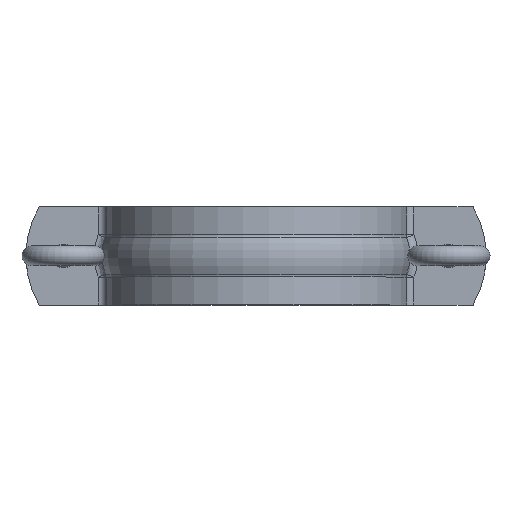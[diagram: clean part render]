
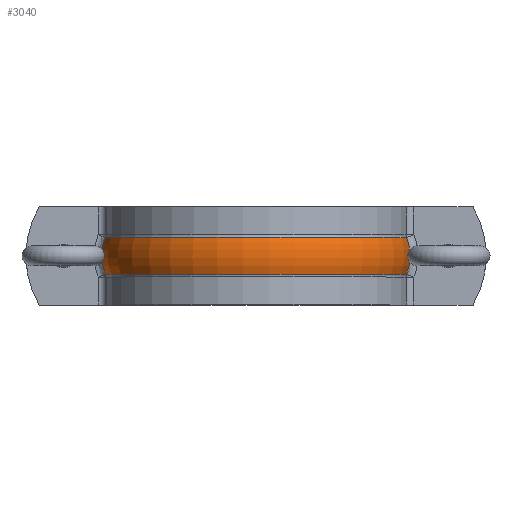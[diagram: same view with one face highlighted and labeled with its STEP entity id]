
A CAD part, top view. The second image highlights one B-rep face of the part: STEP entity #3040.
In plain terms, the highlighted toroidal (fillet/blend) face has major radius 265 mm and minor radius 130 mm.
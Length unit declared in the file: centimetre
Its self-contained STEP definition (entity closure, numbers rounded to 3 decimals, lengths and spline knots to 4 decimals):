
#77=B_SPLINE_CURVE_WITH_KNOTS('',3,(#6575,#6576,#6577,#6578,#6579,#6580),
 .UNSPECIFIED.,.F.,.F.,(4,1,1,4),(-1.102,-0.7872,
-0.4723,0.),.UNSPECIFIED.);
#81=B_SPLINE_CURVE_WITH_KNOTS('',3,(#6763,#6764,#6765,#6766,#6767,#6768),
 .UNSPECIFIED.,.F.,.F.,(4,1,1,4),(-1.102,-0.7872,
-0.4723,0.),.UNSPECIFIED.);
#265=TOROIDAL_SURFACE('',#3959,26.5,13.);
#496=FACE_OUTER_BOUND('',#741,.T.);
#741=EDGE_LOOP('',(#2771,#2772,#2773,#2774));
#1009=CIRCLE('',#3945,38.6333);
#1015=CIRCLE('',#3958,38.6333);
#1262=VERTEX_POINT('',#6520);
#1264=VERTEX_POINT('',#6528);
#1288=VERTEX_POINT('',#6708);
#1290=VERTEX_POINT('',#6716);
#1733=EDGE_CURVE('',#1262,#1264,#77,.T.);
#1776=EDGE_CURVE('',#1288,#1290,#81,.T.);
#1780=EDGE_CURVE('',#1262,#1288,#1009,.T.);
#1786=EDGE_CURVE('',#1264,#1290,#1015,.T.);
#2771=ORIENTED_EDGE('',*,*,#1780,.T.);
#2772=ORIENTED_EDGE('',*,*,#1776,.T.);
#2773=ORIENTED_EDGE('',*,*,#1786,.F.);
#2774=ORIENTED_EDGE('',*,*,#1733,.F.);
#3040=ADVANCED_FACE('',(#496),#265,.T.);
#3945=AXIS2_PLACEMENT_3D('',#6775,#5120,#5121);
#3958=AXIS2_PLACEMENT_3D('',#6788,#5146,#5147);
#3959=AXIS2_PLACEMENT_3D('',#6789,#5148,#5149);
#5120=DIRECTION('center_axis',(0.,1.,0.));
#5121=DIRECTION('ref_axis',(1.,0.,0.));
#5146=DIRECTION('center_axis',(0.,1.,0.));
#5147=DIRECTION('ref_axis',(1.,0.,0.));
#5148=DIRECTION('center_axis',(0.,1.,0.));
#5149=DIRECTION('ref_axis',(1.,0.,0.));
#6520=CARTESIAN_POINT('',(-38.2754,-4.6671,5.2465));
#6528=CARTESIAN_POINT('',(-38.2754,4.6671,5.2465));
#6575=CARTESIAN_POINT('Ctrl Pts',(-38.2754,-4.6671,5.2465));
#6576=CARTESIAN_POINT('Ctrl Pts',(-38.6053,-3.8192,5.242));
#6577=CARTESIAN_POINT('Ctrl Pts',(-39.0844,-2.0534,5.2358));
#6578=CARTESIAN_POINT('Ctrl Pts',(-39.2547,1.1438,5.2336));
#6579=CARTESIAN_POINT('Ctrl Pts',(-38.7702,3.3952,5.2398));
#6580=CARTESIAN_POINT('Ctrl Pts',(-38.2754,4.6671,5.2465));
#6708=CARTESIAN_POINT('',(38.2754,-4.6671,5.2465));
#6716=CARTESIAN_POINT('',(38.2754,4.6671,5.2465));
#6763=CARTESIAN_POINT('Ctrl Pts',(38.2754,-4.6671,5.2465));
#6764=CARTESIAN_POINT('Ctrl Pts',(38.6053,-3.8192,5.242));
#6765=CARTESIAN_POINT('Ctrl Pts',(39.0844,-2.0534,5.2358));
#6766=CARTESIAN_POINT('Ctrl Pts',(39.2547,1.1438,5.2336));
#6767=CARTESIAN_POINT('Ctrl Pts',(38.7702,3.3952,5.2398));
#6768=CARTESIAN_POINT('Ctrl Pts',(38.2754,4.6671,5.2465));
#6775=CARTESIAN_POINT('Origin',(0.,-4.6671,0.));
#6788=CARTESIAN_POINT('Origin',(0.,4.6671,0.));
#6789=CARTESIAN_POINT('Origin',(0.,0.,
0.));
